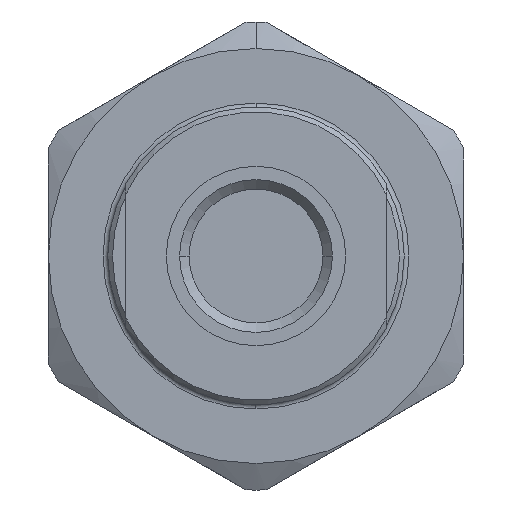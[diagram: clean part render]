
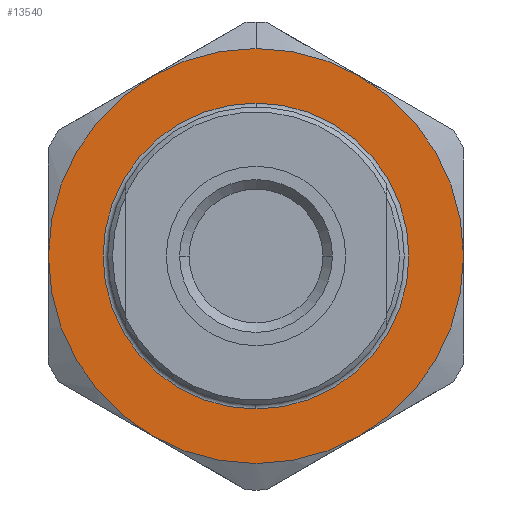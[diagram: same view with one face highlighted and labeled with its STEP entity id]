
A CAD part, left-side view. The second image highlights one B-rep face of the part: STEP entity #13540.
In plain terms, the highlighted planar face has unit normal (-1, 0, 0).
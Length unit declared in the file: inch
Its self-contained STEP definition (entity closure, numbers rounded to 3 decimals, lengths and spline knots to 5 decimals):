
#241 = ORIENTED_EDGE ( 'NONE', *, *, #1742, .T. ) ;
#321 = DIRECTION ( 'NONE',  ( -1., 0., 0. ) ) ;
#663 = AXIS2_PLACEMENT_3D ( 'NONE', #19468, #22971, #4649 ) ;
#726 = CIRCLE ( 'NONE', #8427, 0.21875 ) ;
#898 = EDGE_CURVE ( 'NONE', #3393, #22571, #2272, .T. ) ;
#1076 = VERTEX_POINT ( 'NONE', #9374 ) ;
#1484 = AXIS2_PLACEMENT_3D ( 'NONE', #19519, #15802, #4701 ) ;
#1742 = EDGE_CURVE ( 'NONE', #1076, #14197, #726, .T. ) ;
#2272 = CIRCLE ( 'NONE', #1484, 0.21875 ) ;
#3324 = VERTEX_POINT ( 'NONE', #7310 ) ;
#3393 = VERTEX_POINT ( 'NONE', #12619 ) ;
#4159 = ORIENTED_EDGE ( 'NONE', *, *, #14102, .T. ) ;
#4386 = EDGE_CURVE ( 'NONE', #22175, #3324, #23605, .T. ) ;
#4459 = CARTESIAN_POINT ( 'NONE',  ( 0.42008, 0., 0. ) ) ;
#4649 = DIRECTION ( 'NONE',  ( 0., 0., 1. ) ) ;
#4701 = DIRECTION ( 'NONE',  ( 0., 0., 1. ) ) ;
#5110 = AXIS2_PLACEMENT_3D ( 'NONE', #5668, #5435, #9170 ) ;
#5146 = ORIENTED_EDGE ( 'NONE', *, *, #898, .T. ) ;
#5435 = DIRECTION ( 'NONE',  ( 1., 0., 0. ) ) ;
#5449 = CARTESIAN_POINT ( 'NONE',  ( 0.42008, 0.10938, -0.18944 ) ) ;
#5463 = CARTESIAN_POINT ( 'NONE',  ( 0.42008, 0., 0. ) ) ;
#5668 = CARTESIAN_POINT ( 'NONE',  ( 0.42008, 0., 0. ) ) ;
#5674 = AXIS2_PLACEMENT_3D ( 'NONE', #8582, #17509, #12083 ) ;
#5770 = DIRECTION ( 'NONE',  ( 1., 0., 0. ) ) ;
#5810 = ORIENTED_EDGE ( 'NONE', *, *, #7326, .T. ) ;
#6706 = VERTEX_POINT ( 'NONE', #15694 ) ;
#6778 = ORIENTED_EDGE ( 'NONE', *, *, #4386, .T. ) ;
#7033 = EDGE_CURVE ( 'NONE', #3324, #22175, #13596, .T. ) ;
#7096 = DIRECTION ( 'NONE',  ( 0., 0., 1. ) ) ;
#7142 = DIRECTION ( 'NONE',  ( 0., 0., 1. ) ) ;
#7310 = CARTESIAN_POINT ( 'NONE',  ( 0.42008, 0., 0.16125 ) ) ;
#7326 = EDGE_CURVE ( 'NONE', #23115, #3393, #8598, .T. ) ;
#8427 = AXIS2_PLACEMENT_3D ( 'NONE', #12182, #14116, #21465 ) ;
#8582 = CARTESIAN_POINT ( 'NONE',  ( 0.42008, 0., 0. ) ) ;
#8598 = CIRCLE ( 'NONE', #16716, 0.21875 ) ;
#8649 = AXIS2_PLACEMENT_3D ( 'NONE', #4459, #11589, #11928 ) ;
#8788 = CARTESIAN_POINT ( 'NONE',  ( 0.42008, -0.21875, 0. ) ) ;
#9109 = EDGE_CURVE ( 'NONE', #6706, #1076, #17471, .T. ) ;
#9170 = DIRECTION ( 'NONE',  ( 0., 0., 1. ) ) ;
#9374 = CARTESIAN_POINT ( 'NONE',  ( 0.42008, 0.10938, 0.18944 ) ) ;
#9401 = AXIS2_PLACEMENT_3D ( 'NONE', #5463, #21735, #7142 ) ;
#9766 = AXIS2_PLACEMENT_3D ( 'NONE', #22291, #5770, #7096 ) ;
#10310 = FACE_BOUND ( 'NONE', #18105, .T. ) ;
#11437 = CIRCLE ( 'NONE', #5674, 0.21875 ) ;
#11589 = DIRECTION ( 'NONE',  ( -1., 0., 0. ) ) ;
#11756 = ORIENTED_EDGE ( 'NONE', *, *, #9109, .T. ) ;
#11928 = DIRECTION ( 'NONE',  ( 0., 0., 1. ) ) ;
#12081 = ORIENTED_EDGE ( 'NONE', *, *, #16755, .T. ) ;
#12083 = DIRECTION ( 'NONE',  ( 0., 0., 1. ) ) ;
#12182 = CARTESIAN_POINT ( 'NONE',  ( 0.42008, 0., 0. ) ) ;
#12585 = EDGE_CURVE ( 'NONE', #22571, #15590, #18016, .T. ) ;
#12619 = CARTESIAN_POINT ( 'NONE',  ( 0.42008, -0.10938, -0.18944 ) ) ;
#12631 = AXIS2_PLACEMENT_3D ( 'NONE', #23573, #12848, #12727 ) ;
#12727 = DIRECTION ( 'NONE',  ( 0., 0., 1. ) ) ;
#12848 = DIRECTION ( 'NONE',  ( -1., 0., 0. ) ) ;
#13464 = DIRECTION ( 'NONE',  ( 0., 0., 1. ) ) ;
#13540 = ADVANCED_FACE ( 'NONE', ( #10310, #17212 ), #15402, .T. ) ;
#13596 = CIRCLE ( 'NONE', #9766, 0.16125 ) ;
#14102 = EDGE_CURVE ( 'NONE', #14197, #23115, #11437, .T. ) ;
#14115 = EDGE_LOOP ( 'NONE', ( #12081, #11756, #241, #4159, #5810, #5146, #20100 ) ) ;
#14116 = DIRECTION ( 'NONE',  ( -1., 0., 0. ) ) ;
#14197 = VERTEX_POINT ( 'NONE', #22823 ) ;
#15402 = PLANE ( 'NONE',  #663 ) ;
#15590 = VERTEX_POINT ( 'NONE', #20636 ) ;
#15694 = CARTESIAN_POINT ( 'NONE',  ( 0.42008, 0., 0.21875 ) ) ;
#15802 = DIRECTION ( 'NONE',  ( -1., 0., 0. ) ) ;
#16683 = ORIENTED_EDGE ( 'NONE', *, *, #7033, .T. ) ;
#16716 = AXIS2_PLACEMENT_3D ( 'NONE', #19096, #321, #13464 ) ;
#16755 = EDGE_CURVE ( 'NONE', #15590, #6706, #18668, .T. ) ;
#17212 = FACE_OUTER_BOUND ( 'NONE', #14115, .T. ) ;
#17471 = CIRCLE ( 'NONE', #9401, 0.21875 ) ;
#17509 = DIRECTION ( 'NONE',  ( -1., 0., 0. ) ) ;
#18016 = CIRCLE ( 'NONE', #12631, 0.21875 ) ;
#18105 = EDGE_LOOP ( 'NONE', ( #16683, #6778 ) ) ;
#18668 = CIRCLE ( 'NONE', #8649, 0.21875 ) ;
#19096 = CARTESIAN_POINT ( 'NONE',  ( 0.42008, 0., 0. ) ) ;
#19468 = CARTESIAN_POINT ( 'NONE',  ( 0.42008, 0., 0. ) ) ;
#19519 = CARTESIAN_POINT ( 'NONE',  ( 0.42008, 0., 0. ) ) ;
#20100 = ORIENTED_EDGE ( 'NONE', *, *, #12585, .T. ) ;
#20636 = CARTESIAN_POINT ( 'NONE',  ( 0.42008, -0.10938, 0.18944 ) ) ;
#20828 = CARTESIAN_POINT ( 'NONE',  ( 0.42008, 0., -0.16125 ) ) ;
#21465 = DIRECTION ( 'NONE',  ( 0., 0., 1. ) ) ;
#21735 = DIRECTION ( 'NONE',  ( -1., 0., 0. ) ) ;
#22175 = VERTEX_POINT ( 'NONE', #20828 ) ;
#22291 = CARTESIAN_POINT ( 'NONE',  ( 0.42008, 0., 0. ) ) ;
#22571 = VERTEX_POINT ( 'NONE', #8788 ) ;
#22823 = CARTESIAN_POINT ( 'NONE',  ( 0.42008, 0.21875, 0. ) ) ;
#22971 = DIRECTION ( 'NONE',  ( -1., 0., 0. ) ) ;
#23115 = VERTEX_POINT ( 'NONE', #5449 ) ;
#23573 = CARTESIAN_POINT ( 'NONE',  ( 0.42008, 0., 0. ) ) ;
#23605 = CIRCLE ( 'NONE', #5110, 0.16125 ) ;
